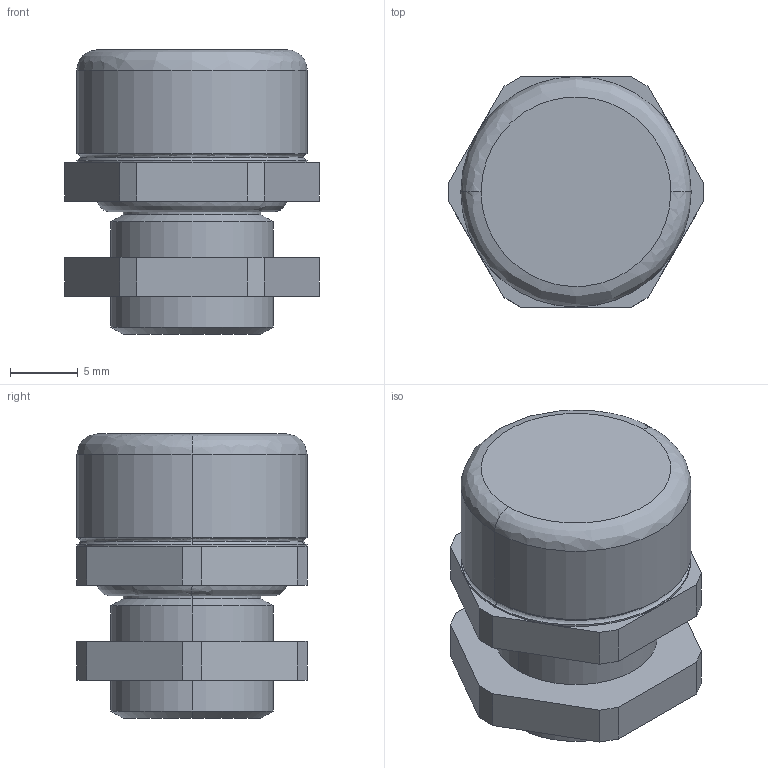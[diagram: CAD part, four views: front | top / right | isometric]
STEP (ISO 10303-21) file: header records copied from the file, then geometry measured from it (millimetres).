
FILE_DESCRIPTION (( 'STEP AP214' ), '1' );
FILE_NAME ('284040-00.STEP', '2023-07-18T15:21:52', ( '' ), ( '' ), 'SwSTEP 2.0', 'SolidWorks 2021', '' );
FILE_SCHEMA (( 'AUTOMOTIVE_DESIGN' ));
Length unit declared in the file: inch
Products named in the file (1): 284040-00
Bounding box: 18.8 x 17 x 21 mm (x, y, z)
Volume: 4063.5 mm3; surface area: 1830 mm2
Topology: 1 solids, 1 shells, 57 faces, 134 edges, 82 vertices
Faces by surface type: plane 35, cylinder 10, bspline 8, cone 4
Entity records: 1740 total; most frequent: CARTESIAN_POINT 400, DIRECTION 272, ORIENTED_EDGE 268, EDGE_CURVE 134, VECTOR 92, LINE 92, AXIS2_PLACEMENT_3D 90, VERTEX_POINT 82
